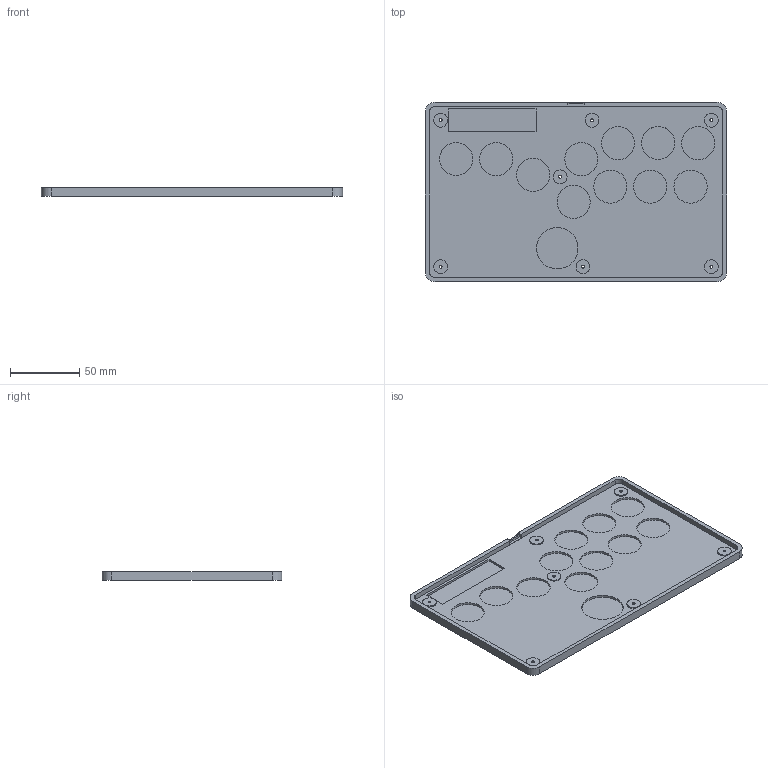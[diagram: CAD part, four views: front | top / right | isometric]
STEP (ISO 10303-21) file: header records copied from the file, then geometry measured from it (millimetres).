
FILE_DESCRIPTION(/* description */ (''),/* implementation_level */ '2;1');
FILE_NAME(/* name */ 'Back.step',/* time_stamp */ '2023-12-27T15:04:51-08:00',/* author */ (''),/* organization */ (''),/* preprocessor_version */ 'ST-DEVELOPER v20',/* originating_system */ 'Autodesk Translation Framework v12.14.0.127',/* authorisation */ '');
FILE_SCHEMA (('AUTOMOTIVE_DESIGN { 1 0 10303 214 3 1 1 }'));
Length unit declared in the file: millimetre
Products named in the file (1): Flatbox-rev4-case-hotswap
Bounding box: 218 x 130.1 x 6.2 mm (x, y, z)
Volume: 64983.7 mm3; surface area: 65524.3 mm2
Topology: 1 solids, 1 shells, 127 faces, 294 edges, 196 vertices
Faces by surface type: plane 91, cylinder 36
Full cylindrical faces by diameter (mm): 2.1 x7, 10 x7, 24 x11, 30 x1
Entity records: 3668 total; most frequent: DIRECTION 622, CARTESIAN_POINT 618, ORIENTED_EDGE 588, EDGE_CURVE 294, LINE 222, VECTOR 222, AXIS2_PLACEMENT_3D 200, VERTEX_POINT 196
